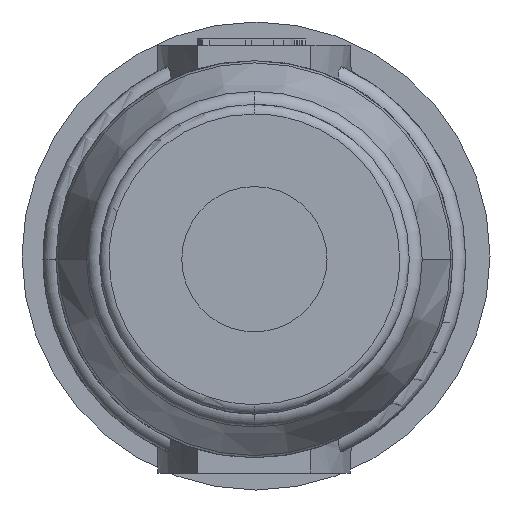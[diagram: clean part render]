
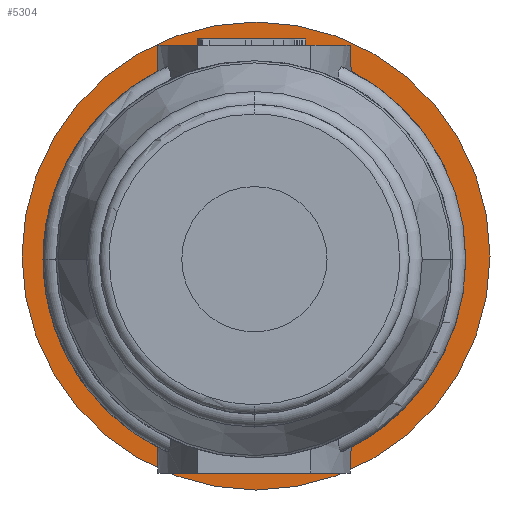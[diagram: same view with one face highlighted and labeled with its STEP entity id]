
A CAD part, front view. The second image highlights one B-rep face of the part: STEP entity #5304.
In plain terms, the highlighted planar face has unit normal (0, -1, 0).
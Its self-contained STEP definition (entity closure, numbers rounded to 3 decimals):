
#149 = EDGE_LOOP ( 'NONE', ( #1335, #3141 ) ) ;
#311 = DIRECTION ( 'NONE',  ( 1., 0., 0. ) ) ;
#320 = DIRECTION ( 'NONE',  ( 0., -1., 0. ) ) ;
#345 = CARTESIAN_POINT ( 'NONE',  ( -0.05, 13.904, -0.1 ) ) ;
#687 = EDGE_LOOP ( 'NONE', ( #7934, #4729 ) ) ;
#1140 = EDGE_CURVE ( 'NONE', #6549, #4553, #7176, .T. ) ;
#1237 = CIRCLE ( 'NONE', #7397, 4.75 ) ;
#1335 = ORIENTED_EDGE ( 'NONE', *, *, #6796, .F. ) ;
#3141 = ORIENTED_EDGE ( 'NONE', *, *, #6937, .F. ) ;
#3161 = DIRECTION ( 'NONE',  ( -1., 0., 0. ) ) ;
#3192 = DIRECTION ( 'NONE',  ( 0., 1., 0. ) ) ;
#3213 = PLANE ( 'NONE',  #6373 ) ;
#3279 = FACE_BOUND ( 'NONE', #149, .T. ) ;
#3493 = FACE_OUTER_BOUND ( 'NONE', #687, .T. ) ;
#3740 = CARTESIAN_POINT ( 'NONE',  ( 0., 13.904, 0. ) ) ;
#3849 = EDGE_CURVE ( 'NONE', #4553, #6549, #4675, .T. ) ;
#3851 = CARTESIAN_POINT ( 'NONE',  ( 0., 13.904, 0. ) ) ;
#4419 = DIRECTION ( 'NONE',  ( 1., 0., 0. ) ) ;
#4553 = VERTEX_POINT ( 'NONE', #6479 ) ;
#4566 = CARTESIAN_POINT ( 'NONE',  ( 4.7, 13.904, -0.1 ) ) ;
#4571 = CARTESIAN_POINT ( 'NONE',  ( 7.25, 13.904, 0. ) ) ;
#4675 = CIRCLE ( 'NONE', #6408, 7.25 ) ;
#4729 = ORIENTED_EDGE ( 'NONE', *, *, #3849, .F. ) ;
#4793 = AXIS2_PLACEMENT_3D ( 'NONE', #345, #320, #311 ) ;
#4921 = VERTEX_POINT ( 'NONE', #4566 ) ;
#5304 = ADVANCED_FACE ( 'NONE', ( #3493, #3279 ), #3213, .F. ) ;
#5645 = CARTESIAN_POINT ( 'NONE',  ( -4.8, 13.904, -0.1 ) ) ;
#6267 = CARTESIAN_POINT ( 'NONE',  ( 0., 13.904, 0. ) ) ;
#6285 = DIRECTION ( 'NONE',  ( 0., 1., 0. ) ) ;
#6297 = DIRECTION ( 'NONE',  ( 1., 0., 0. ) ) ;
#6373 = AXIS2_PLACEMENT_3D ( 'NONE', #3851, #3192, #3161 ) ;
#6408 = AXIS2_PLACEMENT_3D ( 'NONE', #3740, #8269, #4419 ) ;
#6479 = CARTESIAN_POINT ( 'NONE',  ( -7.25, 13.904, 0. ) ) ;
#6549 = VERTEX_POINT ( 'NONE', #4571 ) ;
#6796 = EDGE_CURVE ( 'NONE', #4921, #8169, #6958, .T. ) ;
#6804 = DIRECTION ( 'NONE',  ( 1., 0., 0. ) ) ;
#6827 = DIRECTION ( 'NONE',  ( 0., -1., 0. ) ) ;
#6858 = CARTESIAN_POINT ( 'NONE',  ( -0.05, 13.904, -0.1 ) ) ;
#6937 = EDGE_CURVE ( 'NONE', #8169, #4921, #1237, .T. ) ;
#6958 = CIRCLE ( 'NONE', #4793, 4.75 ) ;
#7176 = CIRCLE ( 'NONE', #8391, 7.25 ) ;
#7397 = AXIS2_PLACEMENT_3D ( 'NONE', #6858, #6827, #6804 ) ;
#7934 = ORIENTED_EDGE ( 'NONE', *, *, #1140, .F. ) ;
#8169 = VERTEX_POINT ( 'NONE', #5645 ) ;
#8269 = DIRECTION ( 'NONE',  ( 0., 1., 0. ) ) ;
#8391 = AXIS2_PLACEMENT_3D ( 'NONE', #6267, #6285, #6297 ) ;
